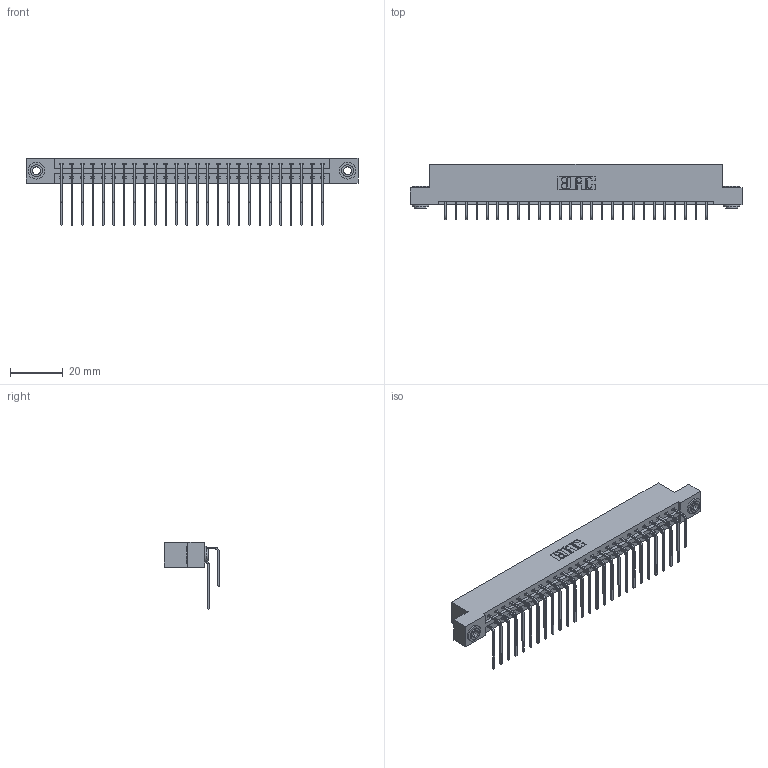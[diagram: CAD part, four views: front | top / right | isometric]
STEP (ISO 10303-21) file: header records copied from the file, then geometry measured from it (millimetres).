
FILE_DESCRIPTION (( 'STEP AP203' ), '1' );
FILE_NAME ('337-052-559-203.STEP', '2019-10-09T17:21:57', ( '' ), ( '' ), 'SwSTEP 2.0', 'SolidWorks 2016', '' );
FILE_SCHEMA (( 'CONFIG_CONTROL_DESIGN' ));
Length unit declared in the file: inch
Products named in the file (5): 337-052-559-203; 345-292-001_559 Tail - 2; 345-250-002_345-250-002-102; 345-292-001_558 559 Tail - 1; 337 Part_Flush Mounting Lugs - 0.156 Dia-TH
Assembly tree (55 placements, depth 2):
  337-052-559-203
    337 Part_Flush Mounting Lugs - 0.156 Dia-TH
    345-292-001_558 559 Tail - 1  x26
    345-292-001_559 Tail - 2  x26
    345-250-002_345-250-002-102  x2
Bounding box: 126.03 x 20.9 x 25.53 mm (x, y, z)
Volume: 13388.9 mm3; surface area: 16711.4 mm2
Topology: 55 solids, 55 shells, 3064 faces, 9071 edges, 5974 vertices
Faces by surface type: plane 2160, cylinder 896, cone 8
Entity records: 24662 total; most frequent: CARTESIAN_POINT 4188, ORIENTED_EDGE 4066, DIRECTION 3607, EDGE_CURVE 2033, VECTOR 1841, LINE 1841, VERTEX_POINT 1350, AXIS2_PLACEMENT_3D 883
